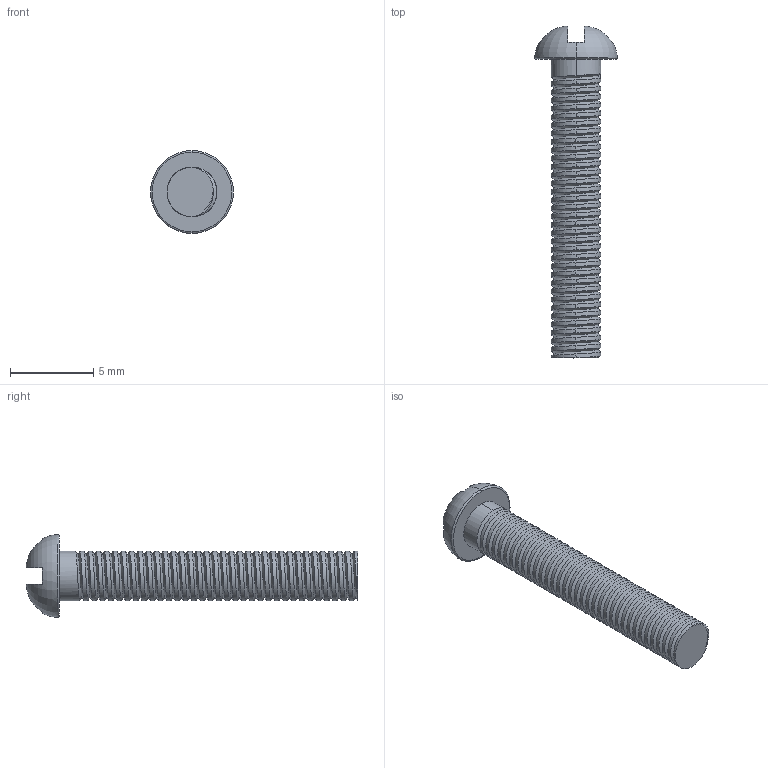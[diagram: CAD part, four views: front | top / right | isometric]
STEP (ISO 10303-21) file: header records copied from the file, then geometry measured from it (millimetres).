
FILE_DESCRIPTION (( 'STEP AP214' ), '1' );
FILE_NAME ('M3x18.STEP', '2024-08-01T21:25:02', ( '' ), ( '' ), 'SwSTEP 2.0', 'SolidWorks 2020', '' );
FILE_SCHEMA (( 'AUTOMOTIVE_DESIGN' ));
Length unit declared in the file: millimetre
Products named in the file (1): M3x18
Bounding box: 4.99 x 19.99 x 4.99 mm (x, y, z)
Volume: 140.2 mm3; surface area: 304 mm2
Topology: 1 solids, 1 shells, 87 faces, 250 edges, 166 vertices
Faces by surface type: cylinder 69, plane 12, torus 4, bspline 2
Entity records: 5672 total; most frequent: CARTESIAN_POINT 3782, ORIENTED_EDGE 500, DIRECTION 290, EDGE_CURVE 250, VERTEX_POINT 166, AXIS2_PLACEMENT_3D 103, EDGE_LOOP 88, FACE_OUTER_BOUND 87
